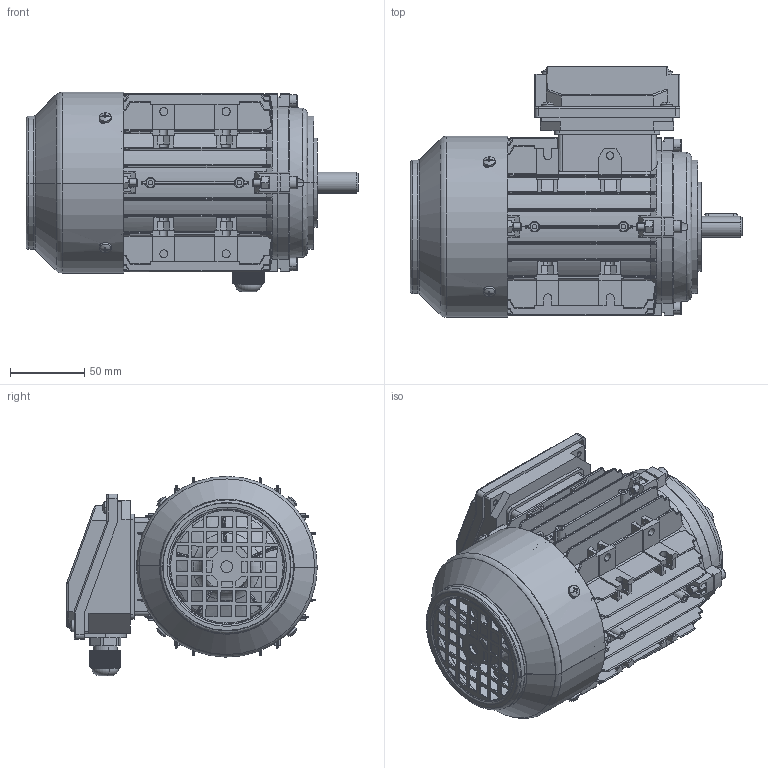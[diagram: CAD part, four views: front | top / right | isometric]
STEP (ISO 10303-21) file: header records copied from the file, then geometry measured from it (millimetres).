
FILE_DESCRIPTION (( 'STEP AP203' ), '1' );
FILE_NAME ('TAN63 B14（71轴伸）.STEP', '2021-10-29T08:27:41', ( '' ), ( '' ), 'SwSTEP 2.0', 'SolidWorks 2014', '' );
FILE_SCHEMA (( 'CONFIG_CONTROL_DESIGN' ));
Length unit declared in the file: millimetre
Products named in the file (14): TAN63 B14裔; Cross recessed thread forming screws GB_GB_CROSS_SCREWS_TYPE138 M4X10-N; TAN63 綴裔; TA63訇諉盄碟裔; 堤盄蹟杶M16; plain parallel keys_GB_CONNECTING_PIECE_KEYS_CSK 5X22; Hexagon nuts grade C GB_GB_FASTENER_NUT_SNC1 M5-N; MS63 瑞珔; TA63斜接线盒座 （配新壳）; TAN63 转轴（71轴伸）; TAN63 B14（71轴伸）; TAN63 儂褲; Hexagon socket head cap screws GB_GB_FASTENER_SCREWS_HSHCS M5X25-N; TA63瑞欶
Assembly tree (34 placements, depth 2):
  TAN63 B14（71轴伸）
    TAN63 儂褲
    TAN63 綴裔
    MS63 瑞珔
    TA63瑞欶
    堤盄蹟杶M16
    TAN63 转轴（71轴伸）
    Cross recessed thread forming screws GB_GB_CROSS_SCREWS_TYPE138 M4X10-N  x8
    Hexagon nuts grade C GB_GB_FASTENER_NUT_SNC1 M5-N  x8
    Hexagon socket head cap screws GB_GB_FASTENER_SCREWS_HSHCS M5X25-N  x8
    TA63訇諉盄碟裔
    TA63斜接线盒座 （配新壳）
    TAN63 B14裔
    plain parallel keys_GB_CONNECTING_PIECE_KEYS_CSK 5X22
Bounding box: 224 x 169 x 134.54 mm (x, y, z)
Volume: 456749.1 mm3; surface area: 387785.9 mm2
Topology: 34 solids, 34 shells, 3744 faces, 9841 edges, 6214 vertices
Faces by surface type: plane 1785, cylinder 949, bspline 494, cone 299, torus 187, sphere 30
Entity records: 118322 total; most frequent: CARTESIAN_POINT 39222, ORIENTED_EDGE 17410, DIRECTION 14472, EDGE_CURVE 8705, VERTEX_POINT 5535, AXIS2_PLACEMENT_3D 5066, VECTOR 4340, LINE 4340
